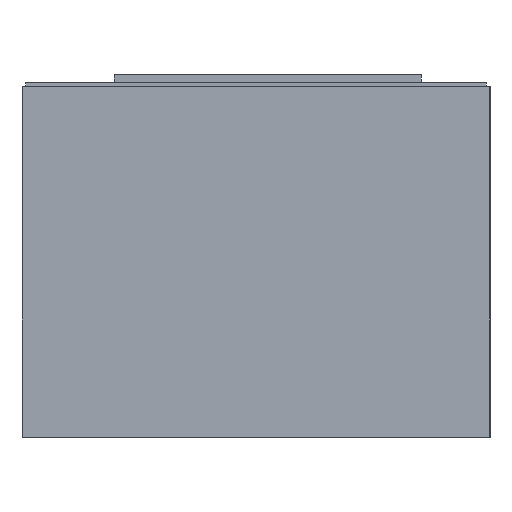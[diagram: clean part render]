
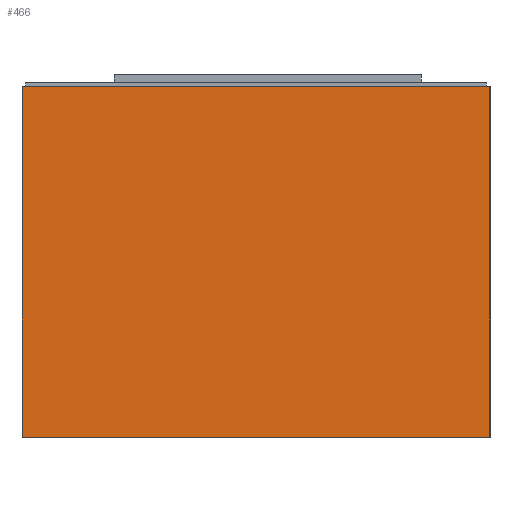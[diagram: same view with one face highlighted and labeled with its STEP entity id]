
A CAD part, left-side view. The second image highlights one B-rep face of the part: STEP entity #466.
In plain terms, the highlighted planar face has unit normal (-1, 0, 0).
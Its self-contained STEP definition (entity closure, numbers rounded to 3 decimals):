
#415=FACE_OUTER_BOUND('',#570,.T.);
#466=ADVANCED_FACE('',(#415),#518,.F.);
#518=PLANE('',#1404);
#570=EDGE_LOOP('',(#680,#681,#682,#683));
#680=ORIENTED_EDGE('',*,*,#1042,.T.);
#681=ORIENTED_EDGE('',*,*,#1015,.F.);
#682=ORIENTED_EDGE('',*,*,#1043,.F.);
#683=ORIENTED_EDGE('',*,*,#1039,.T.);
#925=VERTEX_POINT('',#1759);
#926=VERTEX_POINT('',#1761);
#944=VERTEX_POINT('',#1809);
#945=VERTEX_POINT('',#1811);
#1015=EDGE_CURVE('',#925,#926,#1150,.T.);
#1039=EDGE_CURVE('',#945,#944,#1174,.T.);
#1042=EDGE_CURVE('',#944,#926,#1177,.T.);
#1043=EDGE_CURVE('',#945,#925,#1178,.T.);
#1150=LINE('',#1760,#1278);
#1174=LINE('',#1810,#1302);
#1177=LINE('',#1816,#1305);
#1178=LINE('',#1817,#1306);
#1278=VECTOR('',#1463,1.);
#1302=VECTOR('',#1501,1.);
#1305=VECTOR('',#1506,1.);
#1306=VECTOR('',#1507,1.);
#1404=AXIS2_PLACEMENT_3D('',#1818,#1508,#1509);
#1463=DIRECTION('',(0.,-1.,0.));
#1501=DIRECTION('',(0.,-1.,0.));
#1506=DIRECTION('',(0.,0.,1.));
#1507=DIRECTION('',(0.,0.,1.));
#1508=DIRECTION('',(1.,0.,0.));
#1509=DIRECTION('',(0.,0.,-1.));
#1759=CARTESIAN_POINT('',(-0.305,0.152,0.229));
#1760=CARTESIAN_POINT('',(-0.305,0.152,0.229));
#1761=CARTESIAN_POINT('',(-0.305,-0.152,0.229));
#1809=CARTESIAN_POINT('',(-0.305,-0.152,0.));
#1810=CARTESIAN_POINT('',(-0.305,0.152,0.));
#1811=CARTESIAN_POINT('',(-0.305,0.152,0.));
#1816=CARTESIAN_POINT('',(-0.305,-0.152,0.229));
#1817=CARTESIAN_POINT('',(-0.305,0.152,0.229));
#1818=CARTESIAN_POINT('',(-0.305,0.152,0.229));
